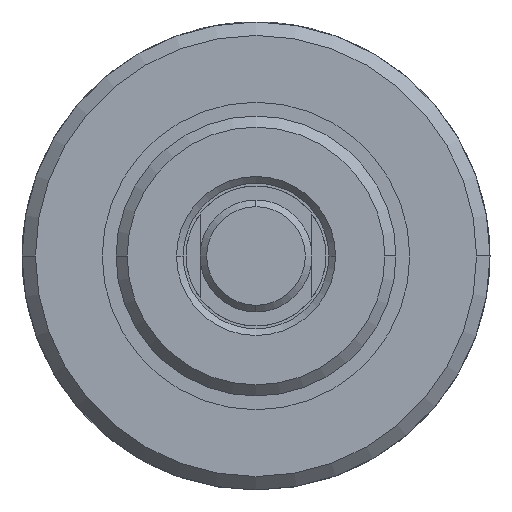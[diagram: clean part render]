
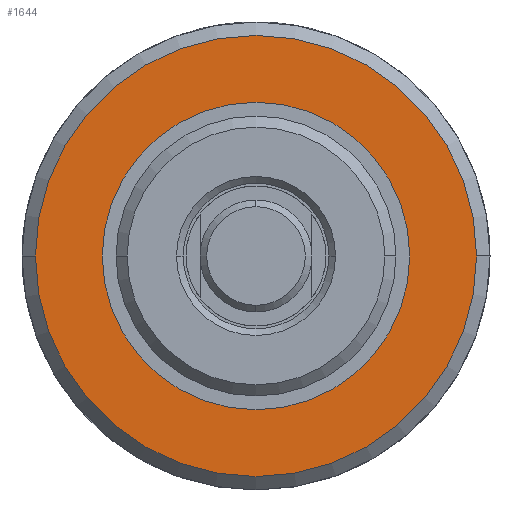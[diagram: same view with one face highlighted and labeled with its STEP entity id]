
A CAD part, left-side view. The second image highlights one B-rep face of the part: STEP entity #1644.
In plain terms, the highlighted planar face has unit normal (-1, 0, 0).
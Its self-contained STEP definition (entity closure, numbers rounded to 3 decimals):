
#24 = CIRCLE ( 'NONE', #861, 25.019 ) ;
#109 = CARTESIAN_POINT ( 'NONE',  ( 20.574, 0., 0. ) ) ;
#139 = EDGE_CURVE ( 'NONE', #962, #2699, #4015, .T. ) ;
#147 = CARTESIAN_POINT ( 'NONE',  ( 20.574, 0., -17.437 ) ) ;
#380 = EDGE_CURVE ( 'NONE', #2699, #962, #24, .T. ) ;
#442 = DIRECTION ( 'NONE',  ( 1., 0., 0. ) ) ;
#511 = CARTESIAN_POINT ( 'NONE',  ( 20.574, 0., 0. ) ) ;
#520 = CIRCLE ( 'NONE', #3808, 17.437 ) ;
#533 = DIRECTION ( 'NONE',  ( 1., 0., 0. ) ) ;
#570 = ORIENTED_EDGE ( 'NONE', *, *, #139, .F. ) ;
#587 = AXIS2_PLACEMENT_3D ( 'NONE', #109, #3853, #4166 ) ;
#831 = VERTEX_POINT ( 'NONE', #147 ) ;
#856 = FACE_OUTER_BOUND ( 'NONE', #2140, .T. ) ;
#861 = AXIS2_PLACEMENT_3D ( 'NONE', #2574, #3925, #1514 ) ;
#962 = VERTEX_POINT ( 'NONE', #2304 ) ;
#1014 = AXIS2_PLACEMENT_3D ( 'NONE', #1603, #4299, #3962 ) ;
#1201 = DIRECTION ( 'NONE',  ( 0., 0., -1. ) ) ;
#1346 = ORIENTED_EDGE ( 'NONE', *, *, #3944, .T. ) ;
#1514 = DIRECTION ( 'NONE',  ( 0., 0., -1. ) ) ;
#1603 = CARTESIAN_POINT ( 'NONE',  ( 20.574, 0., 0. ) ) ;
#1644 = ADVANCED_FACE ( 'NONE', ( #856, #2508 ), #2178, .F. ) ;
#1646 = AXIS2_PLACEMENT_3D ( 'NONE', #3532, #533, #1201 ) ;
#2030 = ORIENTED_EDGE ( 'NONE', *, *, #380, .F. ) ;
#2114 = ORIENTED_EDGE ( 'NONE', *, *, #2507, .T. ) ;
#2140 = EDGE_LOOP ( 'NONE', ( #570, #2030 ) ) ;
#2178 = PLANE ( 'NONE',  #1646 ) ;
#2304 = CARTESIAN_POINT ( 'NONE',  ( 20.574, 0., 25.019 ) ) ;
#2507 = EDGE_CURVE ( 'NONE', #4337, #831, #520, .T. ) ;
#2508 = FACE_BOUND ( 'NONE', #4191, .T. ) ;
#2574 = CARTESIAN_POINT ( 'NONE',  ( 20.574, 0., 0. ) ) ;
#2615 = CIRCLE ( 'NONE', #1014, 17.437 ) ;
#2699 = VERTEX_POINT ( 'NONE', #3904 ) ;
#3532 = CARTESIAN_POINT ( 'NONE',  ( 20.574, 0., 0. ) ) ;
#3769 = CARTESIAN_POINT ( 'NONE',  ( 20.574, 0., 17.437 ) ) ;
#3808 = AXIS2_PLACEMENT_3D ( 'NONE', #511, #442, #4133 ) ;
#3853 = DIRECTION ( 'NONE',  ( 1., 0., 0. ) ) ;
#3904 = CARTESIAN_POINT ( 'NONE',  ( 20.574, 0., -25.019 ) ) ;
#3925 = DIRECTION ( 'NONE',  ( 1., 0., 0. ) ) ;
#3944 = EDGE_CURVE ( 'NONE', #831, #4337, #2615, .T. ) ;
#3962 = DIRECTION ( 'NONE',  ( 0., 0., -1. ) ) ;
#4015 = CIRCLE ( 'NONE', #587, 25.019 ) ;
#4133 = DIRECTION ( 'NONE',  ( 0., 0., -1. ) ) ;
#4166 = DIRECTION ( 'NONE',  ( 0., 0., -1. ) ) ;
#4191 = EDGE_LOOP ( 'NONE', ( #1346, #2114 ) ) ;
#4299 = DIRECTION ( 'NONE',  ( 1., 0., 0. ) ) ;
#4337 = VERTEX_POINT ( 'NONE', #3769 ) ;
